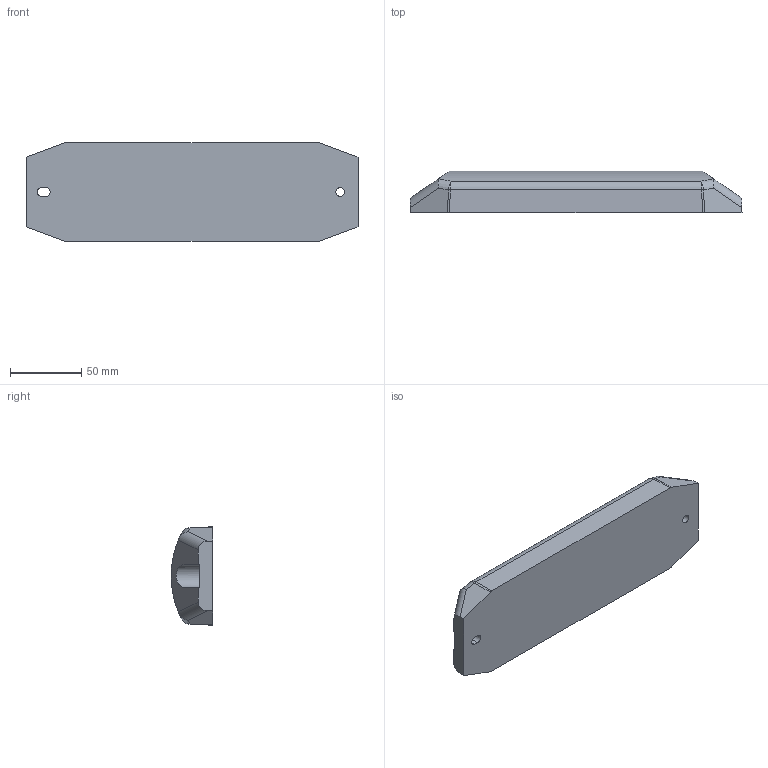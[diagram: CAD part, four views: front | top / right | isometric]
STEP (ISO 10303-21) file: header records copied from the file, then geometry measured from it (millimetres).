
FILE_DESCRIPTION(('STEP AP203'), '1');
FILE_NAME('ﾊﾁﾄ-2ﾌ-04', '2025-03-18T09:48:05', (''), (''), 'C3D Converter', 'C3D Toolkit', '');
FILE_SCHEMA(('CONFIG_CONTROL_DESIGN'));
Length unit declared in the file: millimetre
Bounding box: 233 x 29.3 x 69 mm (x, y, z)
Volume: 374083.8 mm3; surface area: 42809.4 mm2
Topology: 1 solids, 1 shells, 43 faces, 115 edges, 70 vertices
Faces by surface type: plane 19, cylinder 16, bspline 8
Full cylindrical faces by diameter (mm): 6 x1
Entity records: 2473 total; most frequent: CARTESIAN_POINT 1248, ORIENTED_EDGE 220, DIRECTION 150, EDGE_CURVE 110, VERTEX_POINT 70, LINE 62, VECTOR 62, EDGE_LOOP 48
